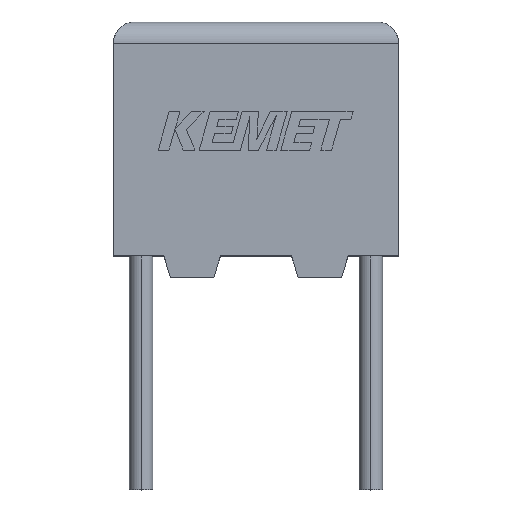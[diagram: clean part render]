
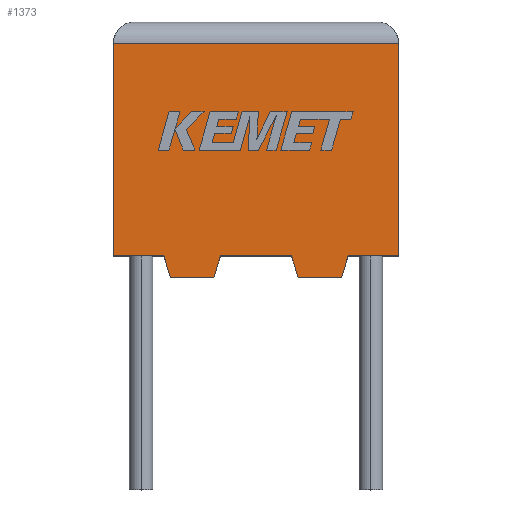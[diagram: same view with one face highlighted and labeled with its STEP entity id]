
A CAD part, top view. The second image highlights one B-rep face of the part: STEP entity #1373.
In plain terms, the highlighted planar face has unit normal (0, 0, 1).
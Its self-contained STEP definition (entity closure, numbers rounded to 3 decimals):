
#8 = DIRECTION ( 'NONE',  ( 0., 0., -1. ) ) ;
#37 = DIRECTION ( 'NONE',  ( -1., 0., 0. ) ) ;
#59 = CARTESIAN_POINT ( 'NONE',  ( 6.7, 0., 2. ) ) ;
#198 = CARTESIAN_POINT ( 'NONE',  ( 1.186, 0., 2. ) ) ;
#233 = ORIENTED_EDGE ( 'NONE', *, *, #2614, .T. ) ;
#269 = DIRECTION ( 'NONE',  ( -0.287, -0.958, 0. ) ) ;
#375 = EDGE_CURVE ( 'NONE', #606, #1093, #3189, .T. ) ;
#376 = LINE ( 'NONE', #867, #3131 ) ;
#378 = ORIENTED_EDGE ( 'NONE', *, *, #396, .T. ) ;
#390 = ORIENTED_EDGE ( 'NONE', *, *, #588, .T. ) ;
#396 = EDGE_CURVE ( 'NONE', #3234, #606, #2244, .T. ) ;
#457 = DIRECTION ( 'NONE',  ( 1., 0., 0. ) ) ;
#475 = EDGE_CURVE ( 'NONE', #1375, #3234, #376, .T. ) ;
#498 = CARTESIAN_POINT ( 'NONE',  ( 0., 0., 2. ) ) ;
#542 = PLANE ( 'NONE',  #3233 ) ;
#545 = VECTOR ( 'NONE', #1243, 1000. ) ;
#556 = EDGE_CURVE ( 'NONE', #2855, #1093, #1668, .T. ) ;
#562 = VECTOR ( 'NONE', #2267, 1000. ) ;
#588 = EDGE_CURVE ( 'NONE', #2696, #1375, #1442, .T. ) ;
#606 = VERTEX_POINT ( 'NONE', #2181 ) ;
#640 = DIRECTION ( 'NONE',  ( 1., 0., 0. ) ) ;
#643 = LINE ( 'NONE', #949, #2070 ) ;
#713 = EDGE_CURVE ( 'NONE', #2087, #2845, #2568, .T. ) ;
#737 = CARTESIAN_POINT ( 'NONE',  ( 5.514, 0., 2. ) ) ;
#740 = DIRECTION ( 'NONE',  ( 0.287, -0.958, 0. ) ) ;
#758 = LINE ( 'NONE', #1758, #2377 ) ;
#772 = CARTESIAN_POINT ( 'NONE',  ( 5.364, -0.5, 2. ) ) ;
#776 = LINE ( 'NONE', #1746, #1751 ) ;
#787 = VECTOR ( 'NONE', #1056, 1000. ) ;
#809 = ORIENTED_EDGE ( 'NONE', *, *, #1098, .F. ) ;
#812 = CARTESIAN_POINT ( 'NONE',  ( 0., 0., 2. ) ) ;
#867 = CARTESIAN_POINT ( 'NONE',  ( 1.336, -0.5, 2. ) ) ;
#892 = ORIENTED_EDGE ( 'NONE', *, *, #2635, .F. ) ;
#949 = CARTESIAN_POINT ( 'NONE',  ( 0., 0., 2. ) ) ;
#954 = CARTESIAN_POINT ( 'NONE',  ( 2.361, -0.5, 2. ) ) ;
#984 = LINE ( 'NONE', #1794, #545 ) ;
#985 = DIRECTION ( 'NONE',  ( 1., 0., 0. ) ) ;
#1038 = ORIENTED_EDGE ( 'NONE', *, *, #3027, .T. ) ;
#1056 = DIRECTION ( 'NONE',  ( 0., 1., 0. ) ) ;
#1093 = VERTEX_POINT ( 'NONE', #3018 ) ;
#1098 = EDGE_CURVE ( 'NONE', #3069, #2855, #758, .T. ) ;
#1243 = DIRECTION ( 'NONE',  ( -1., 0., 0. ) ) ;
#1244 = LINE ( 'NONE', #1995, #2439 ) ;
#1283 = ORIENTED_EDGE ( 'NONE', *, *, #713, .T. ) ;
#1367 = ORIENTED_EDGE ( 'NONE', *, *, #1783, .T. ) ;
#1373 = ADVANCED_FACE ( 'NONE', ( #2276 ), #542, .F. ) ;
#1375 = VERTEX_POINT ( 'NONE', #1543 ) ;
#1418 = VERTEX_POINT ( 'NONE', #737 ) ;
#1427 = CARTESIAN_POINT ( 'NONE',  ( 4.339, -0.5, 2. ) ) ;
#1442 = LINE ( 'NONE', #198, #1677 ) ;
#1530 = CARTESIAN_POINT ( 'NONE',  ( 6.7, 0., 2. ) ) ;
#1543 = CARTESIAN_POINT ( 'NONE',  ( 1.336, -0.5, 2. ) ) ;
#1560 = CARTESIAN_POINT ( 'NONE',  ( 1.186, 0., 2. ) ) ;
#1638 = ORIENTED_EDGE ( 'NONE', *, *, #556, .F. ) ;
#1668 = LINE ( 'NONE', #1427, #2956 ) ;
#1677 = VECTOR ( 'NONE', #740, 1000. ) ;
#1746 = CARTESIAN_POINT ( 'NONE',  ( 0., 0., 2. ) ) ;
#1751 = VECTOR ( 'NONE', #985, 1000. ) ;
#1758 = CARTESIAN_POINT ( 'NONE',  ( 5.364, -0.5, 2. ) ) ;
#1783 = EDGE_CURVE ( 'NONE', #2845, #1919, #984, .T. ) ;
#1794 = CARTESIAN_POINT ( 'NONE',  ( 0., 5., 2. ) ) ;
#1879 = CARTESIAN_POINT ( 'NONE',  ( 6.7, 5., 2. ) ) ;
#1919 = VERTEX_POINT ( 'NONE', #3147 ) ;
#1926 = CARTESIAN_POINT ( 'NONE',  ( 0., 0., 2. ) ) ;
#1995 = CARTESIAN_POINT ( 'NONE',  ( 5.514, 0., 2. ) ) ;
#2070 = VECTOR ( 'NONE', #457, 1000. ) ;
#2087 = VERTEX_POINT ( 'NONE', #59 ) ;
#2181 = CARTESIAN_POINT ( 'NONE',  ( 2.511, 0., 2. ) ) ;
#2237 = DIRECTION ( 'NONE',  ( -0.287, 0.958, 0. ) ) ;
#2244 = LINE ( 'NONE', #954, #562 ) ;
#2267 = DIRECTION ( 'NONE',  ( 0.287, 0.958, 0. ) ) ;
#2268 = EDGE_LOOP ( 'NONE', ( #1283, #1367, #1038, #2834, #390, #2271, #378, #2481, #1638, #809, #892, #233 ) ) ;
#2271 = ORIENTED_EDGE ( 'NONE', *, *, #475, .T. ) ;
#2276 = FACE_OUTER_BOUND ( 'NONE', #2268, .T. ) ;
#2282 = VECTOR ( 'NONE', #2944, 1000. ) ;
#2334 = VECTOR ( 'NONE', #3241, 1000. ) ;
#2377 = VECTOR ( 'NONE', #2778, 1000. ) ;
#2439 = VECTOR ( 'NONE', #269, 1000. ) ;
#2481 = ORIENTED_EDGE ( 'NONE', *, *, #375, .T. ) ;
#2490 = CARTESIAN_POINT ( 'NONE',  ( 0., 0., 2. ) ) ;
#2568 = LINE ( 'NONE', #1530, #787 ) ;
#2614 = EDGE_CURVE ( 'NONE', #1418, #2087, #776, .T. ) ;
#2633 = CARTESIAN_POINT ( 'NONE',  ( 2.361, -0.5, 2. ) ) ;
#2635 = EDGE_CURVE ( 'NONE', #1418, #3069, #1244, .T. ) ;
#2696 = VERTEX_POINT ( 'NONE', #1560 ) ;
#2778 = DIRECTION ( 'NONE',  ( -1., 0., 0. ) ) ;
#2791 = VERTEX_POINT ( 'NONE', #812 ) ;
#2834 = ORIENTED_EDGE ( 'NONE', *, *, #3251, .T. ) ;
#2845 = VERTEX_POINT ( 'NONE', #1879 ) ;
#2855 = VERTEX_POINT ( 'NONE', #2929 ) ;
#2929 = CARTESIAN_POINT ( 'NONE',  ( 4.339, -0.5, 2. ) ) ;
#2944 = DIRECTION ( 'NONE',  ( 1., 0., 0. ) ) ;
#2956 = VECTOR ( 'NONE', #2237, 1000. ) ;
#2996 = LINE ( 'NONE', #2490, #2334 ) ;
#3018 = CARTESIAN_POINT ( 'NONE',  ( 4.189, 0., 2. ) ) ;
#3027 = EDGE_CURVE ( 'NONE', #1919, #2791, #2996, .T. ) ;
#3069 = VERTEX_POINT ( 'NONE', #772 ) ;
#3131 = VECTOR ( 'NONE', #640, 1000. ) ;
#3147 = CARTESIAN_POINT ( 'NONE',  ( 0., 5., 2. ) ) ;
#3189 = LINE ( 'NONE', #1926, #2282 ) ;
#3233 = AXIS2_PLACEMENT_3D ( 'NONE', #498, #8, #37 ) ;
#3234 = VERTEX_POINT ( 'NONE', #2633 ) ;
#3241 = DIRECTION ( 'NONE',  ( 0., -1., 0. ) ) ;
#3251 = EDGE_CURVE ( 'NONE', #2791, #2696, #643, .T. ) ;
